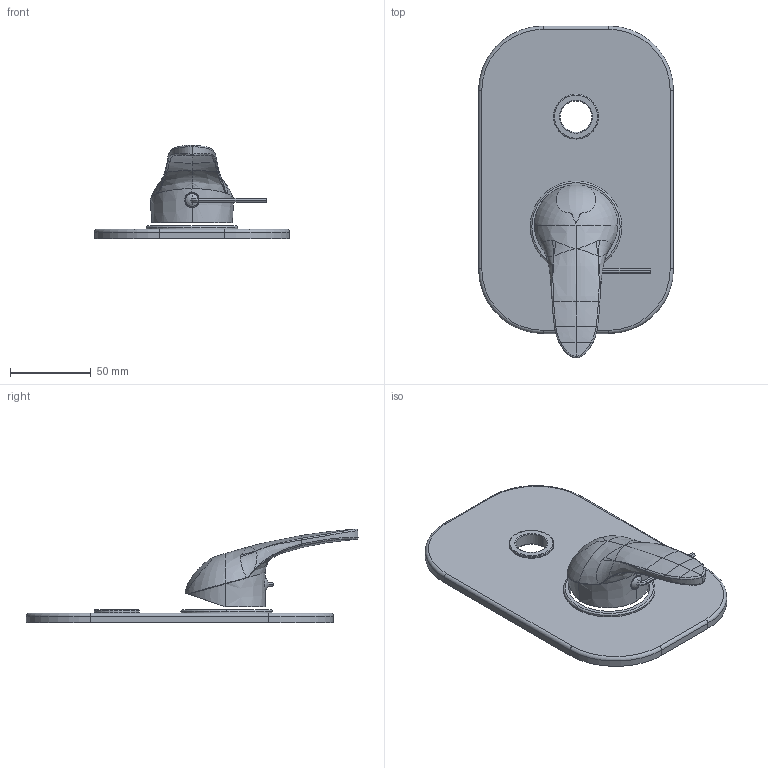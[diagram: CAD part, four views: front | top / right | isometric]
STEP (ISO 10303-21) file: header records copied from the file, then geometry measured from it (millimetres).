
FILE_DESCRIPTION((''),'2;1');
FILE_NAME('ND015CREST_ASM','2021-02-03T12:02:24',('stefano.gianpani'),('PAFFONI SpA'),'CREO PARAMETRIC BY PTC INC, 2020044','CREO PARAMETRIC BY PTC INC, 2020044','');
FILE_SCHEMA(('CONFIG_CONTROL_DESIGN','SHAPE_APPEARANCE_LAYERS_GROUPS'));
Length unit declared in the file: millimetre
Products named in the file (9): 4061135CR; 592305006A2I; CHBR25; TCF08RB91120; 8001113_ASM; 4061115CR; 2091129-F; 2091097; ND015CREST_ASM
Assembly tree (8 placements, depth 3):
  ND015CREST_ASM
    4061135CR
    8001113_ASM
      592305006A2I
      CHBR25
      TCF08RB91120
    4061115CR
    2091129-F
    2091097
Bounding box: 120.5 x 205.15 x 57.94 mm (x, y, z)
Volume: 62154.6 mm3; surface area: 63600.1 mm2
Topology: 7 solids, 8 shells, 280 faces, 650 edges, 386 vertices
Faces by surface type: plane 80, cylinder 66, bspline 62, torus 40, cone 18, sphere 14
Entity records: 15416 total; most frequent: CARTESIAN_POINT 7167, ORIENTED_EDGE 1282, DIRECTION 1235, PRESENTATION_STYLE_ASSIGNMENT 652, STYLED_ITEM 651, CURVE_STYLE 643, EDGE_CURVE 643, AXIS2_PLACEMENT_3D 503
